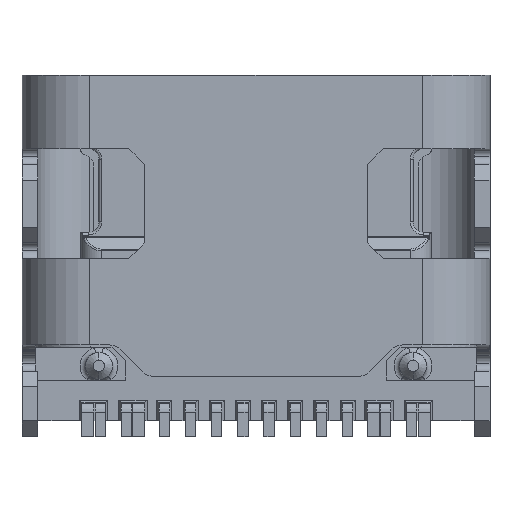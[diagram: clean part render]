
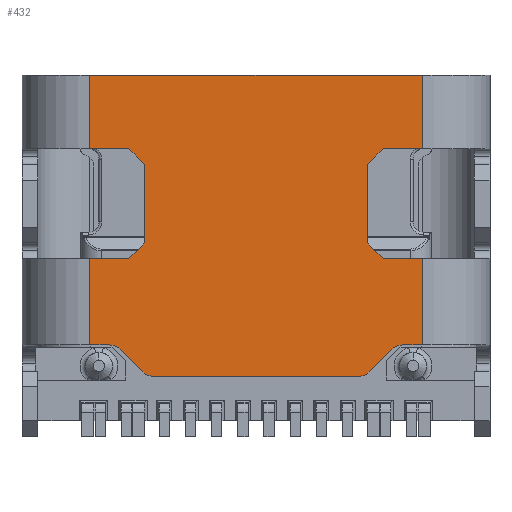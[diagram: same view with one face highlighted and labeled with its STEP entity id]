
A CAD part, front view. The second image highlights one B-rep face of the part: STEP entity #432.
In plain terms, the highlighted planar face has unit normal (0, -1, 0).
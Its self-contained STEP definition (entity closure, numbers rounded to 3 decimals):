
#432=ADVANCED_FACE('NONE',(#1402),#1403,.F.);
#1402=FACE_OUTER_BOUND('',#3020,.T.);
#1403=PLANE('',#3021);
#3020=EDGE_LOOP('',(#6683,#6684,#6685,#6686,#6687,#6688,#6689,#6690,#6691,#6692,#6693,#6694,#6695,#6696,#6697,#6698,#6699,#6700,#6701,#6702,#6703,#6704,#6705,#6706,#6707,#6708));
#3021=AXIS2_PLACEMENT_3D('',#6709,#6710,#6711);
#6683=ORIENTED_EDGE('',*,*,#9567,.T.);
#6684=ORIENTED_EDGE('',*,*,#9568,.F.);
#6685=ORIENTED_EDGE('',*,*,#9569,.F.);
#6686=ORIENTED_EDGE('',*,*,#9570,.T.);
#6687=ORIENTED_EDGE('',*,*,#9571,.T.);
#6688=ORIENTED_EDGE('',*,*,#9572,.T.);
#6689=ORIENTED_EDGE('',*,*,#9573,.F.);
#6690=ORIENTED_EDGE('',*,*,#9474,.F.);
#6691=ORIENTED_EDGE('',*,*,#8764,.F.);
#6692=ORIENTED_EDGE('',*,*,#9271,.T.);
#6693=ORIENTED_EDGE('',*,*,#9269,.T.);
#6694=ORIENTED_EDGE('',*,*,#9267,.T.);
#6695=ORIENTED_EDGE('',*,*,#9114,.T.);
#6696=ORIENTED_EDGE('',*,*,#9504,.F.);
#6697=ORIENTED_EDGE('',*,*,#8714,.F.);
#6698=ORIENTED_EDGE('',*,*,#9314,.T.);
#6699=ORIENTED_EDGE('',*,*,#8724,.F.);
#6700=ORIENTED_EDGE('',*,*,#9266,.T.);
#6701=ORIENTED_EDGE('',*,*,#9264,.F.);
#6702=ORIENTED_EDGE('',*,*,#9262,.T.);
#6703=ORIENTED_EDGE('',*,*,#8701,.T.);
#6704=ORIENTED_EDGE('',*,*,#9312,.T.);
#6705=ORIENTED_EDGE('',*,*,#9566,.F.);
#6706=ORIENTED_EDGE('',*,*,#9574,.T.);
#6707=ORIENTED_EDGE('',*,*,#9575,.T.);
#6708=ORIENTED_EDGE('',*,*,#9576,.T.);
#6709=CARTESIAN_POINT('',(3.18,-1.58,14.182));
#6710=DIRECTION('',(0.,1.0,0.));
#6711=DIRECTION('',(1.0,0.,0.0));
#8701=EDGE_CURVE('NONE',#10638,#10635,#10639,.T.);
#8714=EDGE_CURVE('NONE',#10660,#10662,#10663,.T.);
#8724=EDGE_CURVE('NONE',#10677,#10671,#10679,.T.);
#8764=EDGE_CURVE('NONE',#10757,#10744,#10759,.T.);
#9114=EDGE_CURVE('NONE',#11308,#11305,#11309,.T.);
#9262=EDGE_CURVE('NONE',#11535,#10638,#11536,.T.);
#9264=EDGE_CURVE('NONE',#11535,#11538,#11539,.T.);
#9266=EDGE_CURVE('NONE',#10677,#11538,#11541,.T.);
#9267=EDGE_CURVE('NONE',#11542,#11308,#11543,.T.);
#9269=EDGE_CURVE('NONE',#11545,#11542,#11546,.T.);
#9271=EDGE_CURVE('NONE',#10757,#11545,#11548,.T.);
#9312=EDGE_CURVE('NONE',#10635,#11614,#11616,.T.);
#9314=EDGE_CURVE('NONE',#10660,#10671,#11618,.T.);
#9474=EDGE_CURVE('NONE',#10744,#11891,#11898,.T.);
#9504=EDGE_CURVE('NONE',#10662,#11305,#11941,.T.);
#9566=EDGE_CURVE('NONE',#12041,#11614,#12043,.T.);
#9567=EDGE_CURVE('NONE',#12044,#12045,#12046,.T.);
#9568=EDGE_CURVE('NONE',#12047,#12045,#12048,.T.);
#9569=EDGE_CURVE('NONE',#12049,#12047,#12050,.T.);
#9570=EDGE_CURVE('NONE',#12049,#12051,#12052,.T.);
#9571=EDGE_CURVE('NONE',#12051,#12053,#12054,.T.);
#9572=EDGE_CURVE('NONE',#12053,#12055,#12056,.T.);
#9573=EDGE_CURVE('NONE',#11891,#12055,#12057,.T.);
#9574=EDGE_CURVE('NONE',#12041,#12058,#12059,.T.);
#9575=EDGE_CURVE('NONE',#12058,#12060,#12061,.T.);
#9576=EDGE_CURVE('NONE',#12060,#12044,#12062,.T.);
#10635=VERTEX_POINT('NONE',#13679);
#10638=VERTEX_POINT('NONE',#13682);
#10639=LINE('',#13683,#13684);
#10660=VERTEX_POINT('NONE',#13714);
#10662=VERTEX_POINT('NONE',#13716);
#10663=LINE('',#13717,#13718);
#10671=VERTEX_POINT('NONE',#13728);
#10677=VERTEX_POINT('NONE',#13737);
#10679=LINE('',#13740,#13741);
#10744=VERTEX_POINT('NONE',#13838);
#10757=VERTEX_POINT('NONE',#13855);
#10759=LINE('',#13858,#13859);
#11305=VERTEX_POINT('NONE',#14917);
#11308=VERTEX_POINT('NONE',#14920);
#11309=LINE('',#14921,#14922);
#11535=VERTEX_POINT('NONE',#15390);
#11536=LINE('',#15391,#15392);
#11538=VERTEX_POINT('NONE',#15395);
#11539=LINE('',#15396,#15397);
#11541=LINE('',#15400,#15401);
#11542=VERTEX_POINT('NONE',#15402);
#11543=LINE('',#15403,#15404);
#11545=VERTEX_POINT('NONE',#15407);
#11546=LINE('',#15408,#15409);
#11548=LINE('',#15412,#15413);
#11614=VERTEX_POINT('NONE',#15537);
#11616=LINE('',#15539,#15540);
#11618=LINE('',#15543,#15544);
#11891=VERTEX_POINT('NONE',#15952);
#11898=LINE('',#15974,#15975);
#11941=LINE('',#16043,#16044);
#12041=VERTEX_POINT('NONE',#16202);
#12043=LINE('',#16205,#16206);
#12044=VERTEX_POINT('NONE',#16207);
#12045=VERTEX_POINT('NONE',#16208);
#12046=LINE('',#16209,#16210);
#12047=VERTEX_POINT('NONE',#16211);
#12048=LINE('',#16212,#16213);
#12049=VERTEX_POINT('NONE',#16214);
#12050=LINE('',#16215,#16216);
#12051=VERTEX_POINT('NONE',#16217);
#12052=CIRCLE('',#16218,0.3);
#12053=VERTEX_POINT('NONE',#16219);
#12054=LINE('',#16220,#16221);
#12055=VERTEX_POINT('NONE',#16222);
#12056=CIRCLE('',#16223,0.3);
#12057=LINE('',#16224,#16225);
#12058=VERTEX_POINT('NONE',#16226);
#12059=CIRCLE('',#16227,0.3);
#12060=VERTEX_POINT('NONE',#16228);
#12061=LINE('',#16229,#16230);
#12062=CIRCLE('',#16231,0.3);
#13679=CARTESIAN_POINT('',(-3.18,-1.58,1.2));
#13682=CARTESIAN_POINT('',(-2.43,-1.58,1.2));
#13683=CARTESIAN_POINT('',(-2.13,-1.58,1.2));
#13684=VECTOR('',#17645,1000.0);
#13714=CARTESIAN_POINT('',(-3.18,-1.58,4.7));
#13716=CARTESIAN_POINT('',(3.18,-1.58,4.7));
#13717=CARTESIAN_POINT('',(3.18,-1.58,4.7));
#13718=VECTOR('',#17664,1000.0);
#13728=CARTESIAN_POINT('',(-3.18,-1.58,3.3));
#13737=CARTESIAN_POINT('',(-2.43,-1.58,3.3));
#13740=CARTESIAN_POINT('',(-2.13,-1.58,3.3));
#13741=VECTOR('',#17680,1000.0);
#13838=CARTESIAN_POINT('',(3.18,-1.58,1.2));
#13855=CARTESIAN_POINT('',(2.43,-1.58,1.2));
#13858=CARTESIAN_POINT('',(2.13,-1.58,1.2));
#13859=VECTOR('',#17724,1000.0);
#14917=CARTESIAN_POINT('',(3.18,-1.58,3.3));
#14920=CARTESIAN_POINT('',(2.43,-1.58,3.3));
#14921=CARTESIAN_POINT('',(2.13,-1.58,3.3));
#14922=VECTOR('',#18312,1000.0);
#15390=CARTESIAN_POINT('',(-2.13,-1.58,1.5));
#15391=CARTESIAN_POINT('',(6.866,-1.58,10.496));
#15392=VECTOR('',#18484,1000.0);
#15395=CARTESIAN_POINT('',(-2.13,-1.58,3.0));
#15396=CARTESIAN_POINT('',(-2.13,-1.58,1.2));
#15397=VECTOR('',#18486,1000.0);
#15400=CARTESIAN_POINT('',(-5.066,-1.58,5.936));
#15401=VECTOR('',#18488,1000.0);
#15402=CARTESIAN_POINT('',(2.13,-1.58,3.0));
#15403=CARTESIAN_POINT('',(8.246,-1.58,9.116));
#15404=VECTOR('',#18489,1000.0);
#15407=CARTESIAN_POINT('',(2.13,-1.58,1.5));
#15408=CARTESIAN_POINT('',(2.13,-1.58,1.2));
#15409=VECTOR('',#18491,1000.0);
#15412=CARTESIAN_POINT('',(-3.686,-1.58,7.316));
#15413=VECTOR('',#18493,1000.0);
#15537=CARTESIAN_POINT('',(-3.18,-1.58,-0.45));
#15539=CARTESIAN_POINT('',(-3.18,-1.58,14.182));
#15540=VECTOR('',#18552,1000.0);
#15543=CARTESIAN_POINT('',(-3.18,-1.58,14.182));
#15544=VECTOR('',#18554,1000.0);
#15952=CARTESIAN_POINT('',(3.18,-1.58,-0.45));
#15974=CARTESIAN_POINT('',(3.18,-1.58,14.182));
#15975=VECTOR('',#18754,1000.0);
#16043=CARTESIAN_POINT('',(3.18,-1.58,14.182));
#16044=VECTOR('',#18792,1000.0);
#16202=CARTESIAN_POINT('',(-2.799,-1.58,-0.45));
#16205=CARTESIAN_POINT('',(-3.18,-1.58,-0.45));
#16206=VECTOR('',#18879,1000.0);
#16207=CARTESIAN_POINT('',(-2.0,-1.58,-1.046));
#16208=CARTESIAN_POINT('',(-2.0,-1.58,-1.05));
#16209=CARTESIAN_POINT('',(-2.0,-1.58,4.7));
#16210=VECTOR('',#18880,1000.0);
#16211=CARTESIAN_POINT('',(2.0,-1.58,-1.05));
#16212=CARTESIAN_POINT('',(-2.075,-1.58,-1.05));
#16213=VECTOR('',#18881,1000.0);
#16214=CARTESIAN_POINT('',(2.0,-1.58,-1.046));
#16215=CARTESIAN_POINT('',(2.0,-1.58,4.7));
#16216=VECTOR('',#18882,1000.0);
#16217=CARTESIAN_POINT('',(2.163,-1.58,-0.962));
#16218=AXIS2_PLACEMENT_3D('',#18883,#18884,#18885);
#16219=CARTESIAN_POINT('',(2.587,-1.58,-0.538));
#16220=CARTESIAN_POINT('',(10.244,-1.58,7.119));
#16221=VECTOR('',#18886,1000.0);
#16222=CARTESIAN_POINT('',(2.799,-1.58,-0.45));
#16223=AXIS2_PLACEMENT_3D('',#18887,#18888,#18889);
#16224=CARTESIAN_POINT('',(3.18,-1.58,-0.45));
#16225=VECTOR('',#18890,1000.0);
#16226=CARTESIAN_POINT('',(-2.587,-1.58,-0.538));
#16227=AXIS2_PLACEMENT_3D('',#18891,#18892,#18893);
#16228=CARTESIAN_POINT('',(-2.163,-1.58,-0.962));
#16229=CARTESIAN_POINT('',(-7.064,-1.58,3.939));
#16230=VECTOR('',#18894,1000.0);
#16231=AXIS2_PLACEMENT_3D('',#18895,#18896,#18897);
#17645=DIRECTION('',(-1.0,0.,0.));
#17664=DIRECTION('',(1.0,0.,0.));
#17680=DIRECTION('',(-1.0,0.,0.));
#17724=DIRECTION('',(1.0,0.,0.));
#18312=DIRECTION('',(1.0,0.,0.));
#18484=DIRECTION('',(-0.707,0.,-0.707));
#18486=DIRECTION('',(0.,0.,1.0));
#18488=DIRECTION('',(0.707,0.,-0.707));
#18489=DIRECTION('',(0.707,0.,0.707));
#18491=DIRECTION('',(0.,0.,1.0));
#18493=DIRECTION('',(-0.707,0.,0.707));
#18552=DIRECTION('',(0.,0.,-1.0));
#18554=DIRECTION('',(0.,0.,-1.0));
#18754=DIRECTION('',(0.,0.,-1.0));
#18792=DIRECTION('',(0.,0.,-1.0));
#18879=DIRECTION('',(-1.0,0.,0.));
#18880=DIRECTION('',(0.0,0.,-1.0));
#18881=DIRECTION('',(-1.0,0.,0.));
#18882=DIRECTION('',(0.0,0.,-1.0));
#18883=CARTESIAN_POINT('',(1.951,-1.58,-0.75));
#18884=DIRECTION('',(0.,-1.0,0.));
#18885=DIRECTION('',(-1.0,0.,0.));
#18886=DIRECTION('',(0.707,0.,0.707));
#18887=CARTESIAN_POINT('',(2.799,-1.58,-0.75));
#18888=DIRECTION('',(0.0,1.0,0.));
#18889=DIRECTION('',(-1.0,0.0,0.0));
#18890=DIRECTION('',(-1.0,0.,0.));
#18891=CARTESIAN_POINT('',(-2.799,-1.58,-0.75));
#18892=DIRECTION('',(0.0,1.0,0.));
#18893=DIRECTION('',(-1.0,0.0,0.0));
#18894=DIRECTION('',(0.707,0.,-0.707));
#18895=CARTESIAN_POINT('',(-1.951,-1.58,-0.75));
#18896=DIRECTION('',(0.,-1.0,0.));
#18897=DIRECTION('',(-1.0,0.0,0.));
